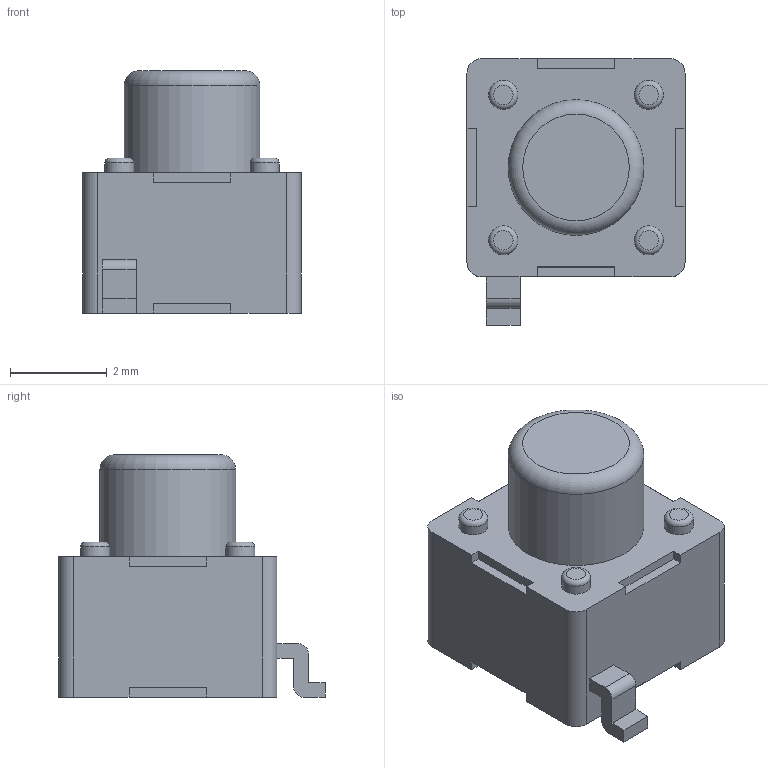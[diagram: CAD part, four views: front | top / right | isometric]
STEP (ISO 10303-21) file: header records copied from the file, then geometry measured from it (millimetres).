
FILE_DESCRIPTION(('FreeCAD Model'),'2;1');
FILE_NAME('PTS647-SN50.step','2020-10-23T14:20:32',('Author'),('') ,'Open CASCADE STEP processor 7.3','FreeCAD','Unknown');
FILE_SCHEMA(('AUTOMOTIVE_DESIGN { 1 0 10303 214 1 1 1 1 }'));
Length unit declared in the file: millimetre
Products named in the file (1): PTS647
Bounding box: 4.5 x 5.5 x 5 mm (x, y, z)
Volume: 71.4 mm3; surface area: 114.4 mm2
Topology: 1 solids, 1 shells, 68 faces, 175 edges, 115 vertices
Faces by surface type: plane 52, cylinder 11, torus 5
Full cylindrical faces by diameter (mm): 0.6 x4, 2.8 x1
Entity records: 4374 total; most frequent: CARTESIAN_POINT 763, DIRECTION 686, LINE 471, VECTOR 471, ORIENTED_EDGE 350, PCURVE 350, DEFINITIONAL_REPRESENTATION 350, EDGE_CURVE 175
